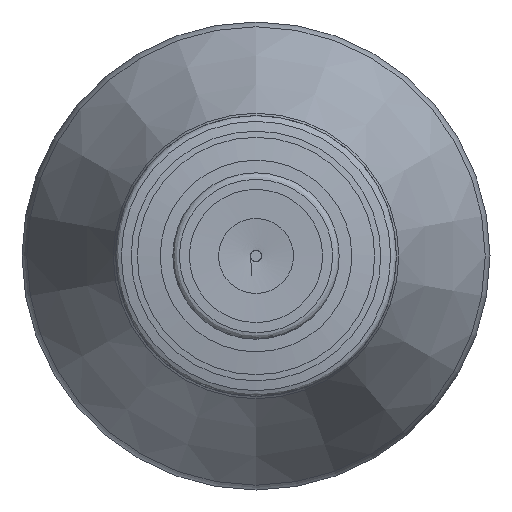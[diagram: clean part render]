
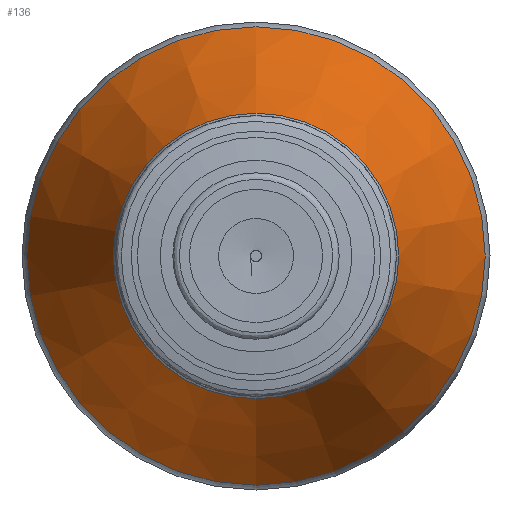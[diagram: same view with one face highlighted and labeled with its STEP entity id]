
A CAD part, left-side view. The second image highlights one B-rep face of the part: STEP entity #136.
In plain terms, the highlighted conical face has half-angle 23.829 degrees and reference radius 12.244 mm.
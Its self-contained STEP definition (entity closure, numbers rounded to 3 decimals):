
#121=CONICAL_SURFACE('',#529,12.244,23.829);
#136=ADVANCED_FACE('',(#193,#194),#121,.T.);
#193=FACE_BOUND('',#264,.T.);
#194=FACE_BOUND('',#265,.T.);
#264=EDGE_LOOP('',(#338));
#265=EDGE_LOOP('',(#339));
#338=ORIENTED_EDGE('',*,*,#437,.T.);
#339=ORIENTED_EDGE('',*,*,#436,.F.);
#399=VERTEX_POINT('',#753);
#400=VERTEX_POINT('',#756);
#436=EDGE_CURVE('',#399,#399,#473,.T.);
#437=EDGE_CURVE('',#400,#400,#474,.T.);
#473=CIRCLE('',#526,12.244);
#474=CIRCLE('',#528,7.626);
#526=AXIS2_PLACEMENT_3D('',#752,#613,#614);
#528=AXIS2_PLACEMENT_3D('',#755,#617,#618);
#529=AXIS2_PLACEMENT_3D('',#757,#619,#620);
#613=DIRECTION('',(1.,0.,0.));
#614=DIRECTION('',(0.,0.,1.));
#617=DIRECTION('',(1.,0.,0.));
#618=DIRECTION('',(0.,0.,1.));
#619=DIRECTION('',(1.,0.,0.));
#620=DIRECTION('',(0.,0.,-1.));
#752=CARTESIAN_POINT('',(46.421,0.,0.));
#753=CARTESIAN_POINT('',(46.421,0.,12.244));
#755=CARTESIAN_POINT('',(35.965,0.,0.));
#756=CARTESIAN_POINT('',(35.965,0.,7.626));
#757=CARTESIAN_POINT('',(46.421,0.,0.));
